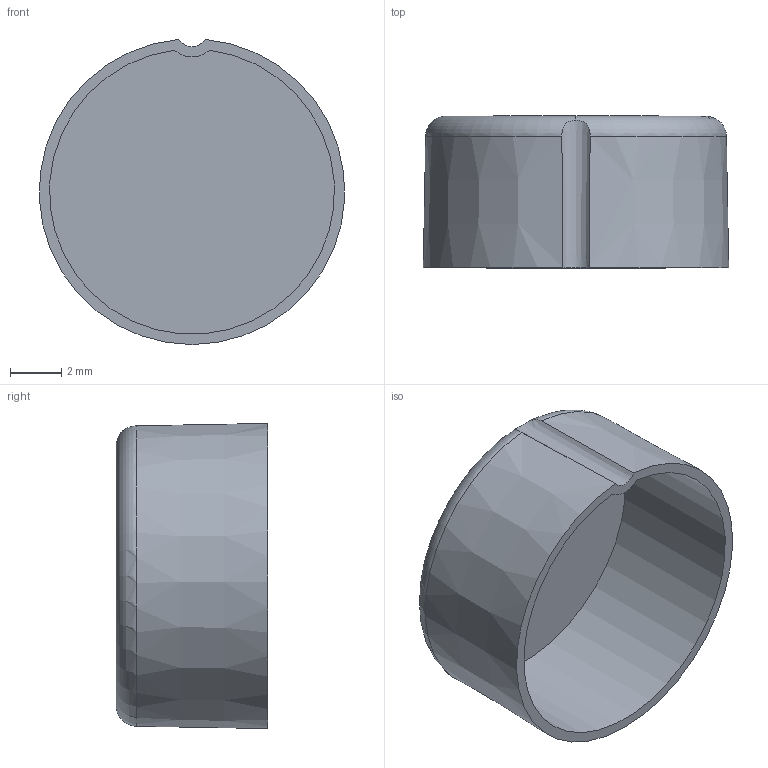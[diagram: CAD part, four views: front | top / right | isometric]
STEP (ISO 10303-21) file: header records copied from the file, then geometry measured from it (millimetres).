
FILE_DESCRIPTION((''),'2;1');
FILE_NAME('CAD-9241','2025-01-16T09:28:54',('creinig-se'),(''),'CREO PARAMETRIC BY PTC INC, 2022284','CREO PARAMETRIC BY PTC INC, 2022284','');
FILE_SCHEMA(('CONFIG_CONTROL_DESIGN','SHAPE_APPEARANCE_LAYERS_GROUPS'));
Length unit declared in the file: millimetre
Products named in the file (1): CAD-9241
Bounding box: 11.88 x 5.9 x 11.87 mm (x, y, z)
Volume: 108.2 mm3; surface area: 617.8 mm2
Topology: 1 solids, 1 shells, 9 faces, 19 edges, 13 vertices
Faces by surface type: plane 3, torus 2, cone 2, cylinder 2
Entity records: 417 total; most frequent: CARTESIAN_POINT 75, DIRECTION 46, ORIENTED_EDGE 38, COLOUR_RGB 32, AXIS2_PLACEMENT_3D 22, PRESENTATION_STYLE_ASSIGNMENT 20, STYLED_ITEM 20, CURVE_STYLE 19
